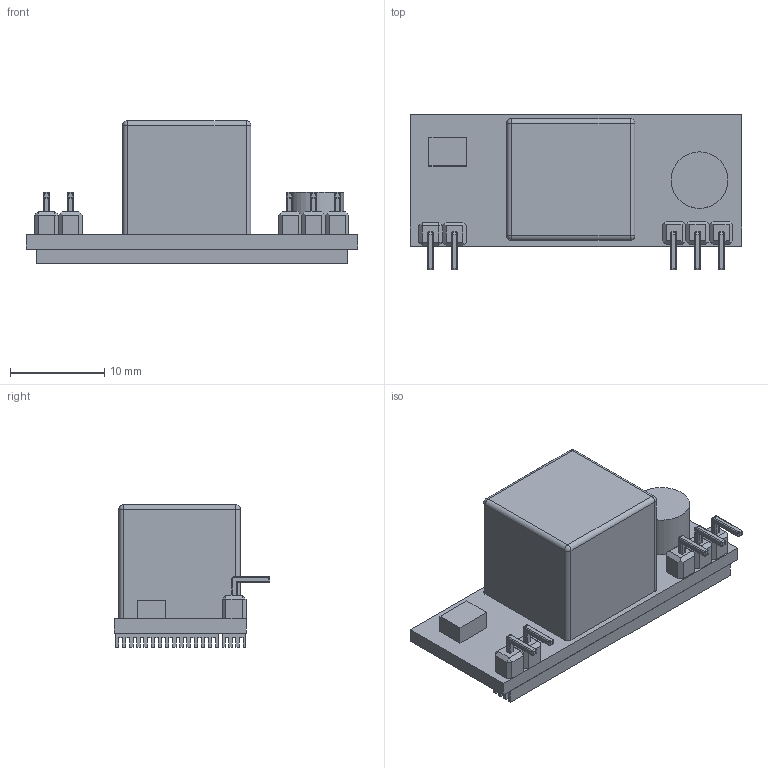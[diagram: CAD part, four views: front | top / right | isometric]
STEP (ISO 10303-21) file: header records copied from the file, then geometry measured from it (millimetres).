
FILE_DESCRIPTION(/* description */ (''),/* implementation_level */ '2;1');
FILE_NAME(/* name */ 'PEM1405.stp',/* time_stamp */ '2024-09-25T09:11:53+02:00',/* author */ ('Thorsten'),/* organization */ (''),/* preprocessor_version */ 'ST-DEVELOPER v19.2',/* originating_system */ 'Autodesk Inventor 2024',/* authorisation */ '');
FILE_SCHEMA (('AUTOMOTIVE_DESIGN { 1 0 10303 214 3 1 1 }'));
Length unit declared in the file: millimetre
Products named in the file (1): PEM1405
Bounding box: 35.2 x 16.52 x 15.1 mm (x, y, z)
Volume: 3325.7 mm3; surface area: 2764.7 mm2
Topology: 1 solids, 1 shells, 318 faces, 787 edges, 483 vertices
Faces by surface type: plane 205, cylinder 79, sphere 24, torus 10
Full cylindrical faces by diameter (mm): 6 x1
Entity records: 9645 total; most frequent: CARTESIAN_POINT 1742, ORIENTED_EDGE 1574, DIRECTION 1542, EDGE_CURVE 787, LINE 628, VECTOR 628, VERTEX_POINT 483, AXIS2_PLACEMENT_3D 457
